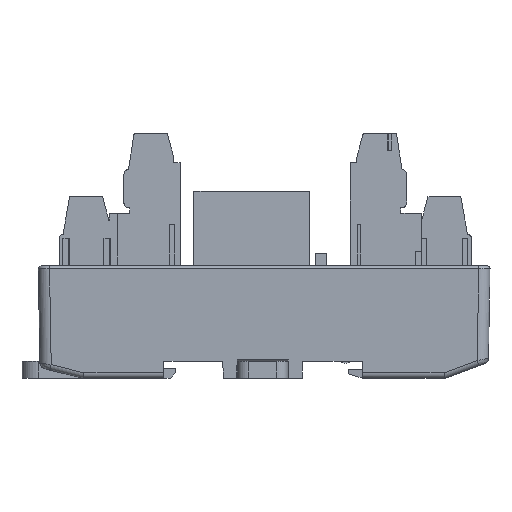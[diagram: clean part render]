
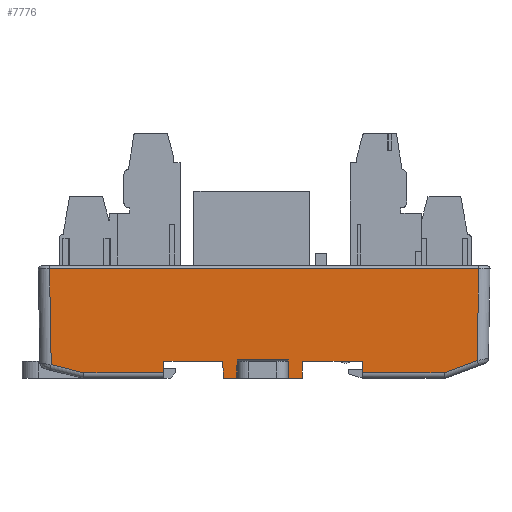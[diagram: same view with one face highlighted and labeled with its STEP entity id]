
A CAD part, left-side view. The second image highlights one B-rep face of the part: STEP entity #7776.
In plain terms, the highlighted planar face has unit normal (-1, 0, -0.018).
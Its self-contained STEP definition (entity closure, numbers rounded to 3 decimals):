
#3763=FACE_OUTER_BOUND('',#16995,.T.);
#7776=ADVANCED_FACE('',(#3763),#12031,.T.);
#12031=PLANE('',#80827);
#16995=EDGE_LOOP('',(#22273,#22274,#22275,#22276,#22277,#22278,#22279,#22280,
#22281,#22282,#22283,#22284,#22285,#22286,#22287,#22288,#22289,#22290,#22291,
#22292));
#22273=ORIENTED_EDGE('',*,*,#52757,.F.);
#22274=ORIENTED_EDGE('',*,*,#52684,.T.);
#22275=ORIENTED_EDGE('',*,*,#52716,.T.);
#22276=ORIENTED_EDGE('',*,*,#52758,.T.);
#22277=ORIENTED_EDGE('',*,*,#52759,.T.);
#22278=ORIENTED_EDGE('',*,*,#52611,.F.);
#22279=ORIENTED_EDGE('',*,*,#52760,.F.);
#22280=ORIENTED_EDGE('',*,*,#52761,.T.);
#22281=ORIENTED_EDGE('',*,*,#52654,.F.);
#22282=ORIENTED_EDGE('',*,*,#52762,.F.);
#22283=ORIENTED_EDGE('',*,*,#52763,.T.);
#22284=ORIENTED_EDGE('',*,*,#52764,.F.);
#22285=ORIENTED_EDGE('',*,*,#52667,.F.);
#22286=ORIENTED_EDGE('',*,*,#52765,.T.);
#22287=ORIENTED_EDGE('',*,*,#52766,.T.);
#22288=ORIENTED_EDGE('',*,*,#52625,.F.);
#22289=ORIENTED_EDGE('',*,*,#52767,.T.);
#22290=ORIENTED_EDGE('',*,*,#52768,.T.);
#22291=ORIENTED_EDGE('',*,*,#52769,.T.);
#22292=ORIENTED_EDGE('',*,*,#52770,.T.);
#45029=VERTEX_POINT('',#106940);
#45030=VERTEX_POINT('',#106941);
#45043=VERTEX_POINT('',#106967);
#45044=VERTEX_POINT('',#106969);
#45066=VERTEX_POINT('',#107025);
#45067=VERTEX_POINT('',#107027);
#45078=VERTEX_POINT('',#107052);
#45079=VERTEX_POINT('',#107054);
#45091=VERTEX_POINT('',#107084);
#45093=VERTEX_POINT('',#107088);
#45113=VERTEX_POINT('',#107160);
#45142=VERTEX_POINT('',#107251);
#45143=VERTEX_POINT('',#107253);
#45144=VERTEX_POINT('',#107256);
#45145=VERTEX_POINT('',#107259);
#45146=VERTEX_POINT('',#107261);
#45147=VERTEX_POINT('',#107264);
#45148=VERTEX_POINT('',#107267);
#45149=VERTEX_POINT('',#107269);
#45150=VERTEX_POINT('',#107271);
#52611=EDGE_CURVE('',#45029,#45030,#64077,.T.);
#52625=EDGE_CURVE('',#45043,#45044,#64089,.T.);
#52654=EDGE_CURVE('',#45066,#45067,#64116,.T.);
#52667=EDGE_CURVE('',#45078,#45079,#64129,.T.);
#52684=EDGE_CURVE('',#45091,#45093,#64140,.T.);
#52716=EDGE_CURVE('',#45093,#45113,#64163,.T.);
#52757=EDGE_CURVE('',#45091,#45142,#64197,.T.);
#52758=EDGE_CURVE('',#45113,#45143,#64198,.T.);
#52759=EDGE_CURVE('',#45143,#45030,#64199,.T.);
#52760=EDGE_CURVE('',#45144,#45029,#64200,.T.);
#52761=EDGE_CURVE('',#45144,#45067,#64201,.T.);
#52762=EDGE_CURVE('',#45145,#45066,#64202,.T.);
#52763=EDGE_CURVE('',#45145,#45146,#64203,.T.);
#52764=EDGE_CURVE('',#45079,#45146,#64204,.T.);
#52765=EDGE_CURVE('',#45078,#45147,#64205,.T.);
#52766=EDGE_CURVE('',#45147,#45044,#64206,.T.);
#52767=EDGE_CURVE('',#45043,#45148,#64207,.T.);
#52768=EDGE_CURVE('',#45148,#45149,#64208,.T.);
#52769=EDGE_CURVE('',#45149,#45150,#64209,.T.);
#52770=EDGE_CURVE('',#45150,#45142,#64210,.T.);
#64077=LINE('',#106939,#72560);
#64089=LINE('',#106968,#72572);
#64116=LINE('',#107026,#72599);
#64129=LINE('',#107053,#72612);
#64140=LINE('',#107089,#72623);
#64163=LINE('',#107161,#72646);
#64197=LINE('',#107250,#72680);
#64198=LINE('',#107252,#72681);
#64199=LINE('',#107254,#72682);
#64200=LINE('',#107255,#72683);
#64201=LINE('',#107257,#72684);
#64202=LINE('',#107258,#72685);
#64203=LINE('',#107260,#72686);
#64204=LINE('',#107262,#72687);
#64205=LINE('',#107263,#72688);
#64206=LINE('',#107265,#72689);
#64207=LINE('',#107266,#72690);
#64208=LINE('',#107268,#72691);
#64209=LINE('',#107270,#72692);
#64210=LINE('',#107272,#72693);
#72560=VECTOR('',#86668,1.);
#72572=VECTOR('',#86684,1.);
#72599=VECTOR('',#86727,1.);
#72612=VECTOR('',#86744,1.);
#72623=VECTOR('',#86775,1.);
#72646=VECTOR('',#86832,1.);
#72680=VECTOR('',#86896,1.);
#72681=VECTOR('',#86897,1.);
#72682=VECTOR('',#86898,1.);
#72683=VECTOR('',#86899,1.);
#72684=VECTOR('',#86900,1.);
#72685=VECTOR('',#86901,1.);
#72686=VECTOR('',#86902,1.);
#72687=VECTOR('',#86903,1.);
#72688=VECTOR('',#86904,1.);
#72689=VECTOR('',#86905,1.);
#72690=VECTOR('',#86906,1.);
#72691=VECTOR('',#86907,1.);
#72692=VECTOR('',#86908,1.);
#72693=VECTOR('',#86909,1.);
#80827=AXIS2_PLACEMENT_3D('',#107273,#86910,#86911);
#86668=DIRECTION('',(0.,1.,0.));
#86684=DIRECTION('',(0.,1.,0.));
#86727=DIRECTION('',(0.017,0.035,-0.999));
#86744=DIRECTION('',(-0.017,0.035,0.999));
#86775=DIRECTION('',(0.017,-0.017,-1.));
#86832=DIRECTION('',(0.004,-0.97,-0.243));
#86896=DIRECTION('',(0.,-1.,0.));
#86897=DIRECTION('',(0.,-1.,0.));
#86898=DIRECTION('',(-0.017,-0.017,1.));
#86899=DIRECTION('',(-0.017,0.035,0.999));
#86900=DIRECTION('',(0.,-1.,0.));
#86901=DIRECTION('',(0.017,0.,-1.));
#86902=DIRECTION('',(0.,-1.,0.));
#86903=DIRECTION('',(-0.017,0.,1.));
#86904=DIRECTION('',(0.,-1.,0.));
#86905=DIRECTION('',(-0.017,-0.035,0.999));
#86906=DIRECTION('',(0.017,-0.017,-1.));
#86907=DIRECTION('',(0.,-1.,0.));
#86908=DIRECTION('',(-0.006,-0.936,0.351));
#86909=DIRECTION('',(-0.017,-0.017,1.));
#86910=DIRECTION('',(-1.,0.,-0.017));
#86911=DIRECTION('',(-0.017,0.,1.));
#106939=CARTESIAN_POINT('',(-77.704,37.594,-6.544));
#106940=CARTESIAN_POINT('',(-77.704,44.957,-6.544));
#106941=CARTESIAN_POINT('',(-77.704,55.443,-6.544));
#106967=CARTESIAN_POINT('',(-77.704,20.112,-6.544));
#106968=CARTESIAN_POINT('',(-77.704,37.594,-6.544));
#106969=CARTESIAN_POINT('',(-77.704,30.748,-6.544));
#107025=CARTESIAN_POINT('',(-77.704,42.402,-6.544));
#107026=CARTESIAN_POINT('',(-77.693,42.424,-7.172));
#107027=CARTESIAN_POINT('',(-77.652,42.507,-9.544));
#107052=CARTESIAN_POINT('',(-77.652,33.198,-9.544));
#107053=CARTESIAN_POINT('',(-77.693,33.281,-7.172));
#107054=CARTESIAN_POINT('',(-77.704,33.302,-6.544));
#107084=CARTESIAN_POINT('',(-77.992,75.795,9.943));
#107088=CARTESIAN_POINT('',(-77.694,75.497,-7.107));
#107089=CARTESIAN_POINT('',(-77.686,75.489,-7.588));
#107160=CARTESIAN_POINT('',(-77.669,69.68,-8.562));
#107161=CARTESIAN_POINT('',(-77.557,43.959,-14.992));
#107250=CARTESIAN_POINT('',(-77.992,37.594,9.943));
#107251=CARTESIAN_POINT('',(-77.992,-0.606,9.943));
#107252=CARTESIAN_POINT('',(-77.669,37.594,-8.562));
#107253=CARTESIAN_POINT('',(-77.669,55.478,-8.562));
#107254=CARTESIAN_POINT('',(-78.006,55.141,10.765));
#107255=CARTESIAN_POINT('',(-77.996,45.541,10.181));
#107256=CARTESIAN_POINT('',(-77.652,44.852,-9.544));
#107257=CARTESIAN_POINT('',(-77.652,37.594,-9.544));
#107258=CARTESIAN_POINT('',(-77.705,42.402,-6.497));
#107259=CARTESIAN_POINT('',(-77.709,42.402,-6.26));
#107260=CARTESIAN_POINT('',(-77.709,37.594,-6.26));
#107261=CARTESIAN_POINT('',(-77.709,33.302,-6.26));
#107262=CARTESIAN_POINT('',(-77.679,33.302,-7.996));
#107263=CARTESIAN_POINT('',(-77.652,37.594,-9.544));
#107264=CARTESIAN_POINT('',(-77.652,30.852,-9.544));
#107265=CARTESIAN_POINT('',(-77.649,30.859,-9.719));
#107266=CARTESIAN_POINT('',(-77.693,20.101,-7.173));
#107267=CARTESIAN_POINT('',(-77.669,20.076,-8.562));
#107268=CARTESIAN_POINT('',(-77.669,37.594,-8.562));
#107269=CARTESIAN_POINT('',(-77.669,5.566,-8.562));
#107270=CARTESIAN_POINT('',(-77.526,27.39,-16.745));
#107271=CARTESIAN_POINT('',(-77.708,-0.322,-6.354));
#107272=CARTESIAN_POINT('',(-77.989,-0.604,9.792));
#107273=CARTESIAN_POINT('',(-78.001,37.594,10.458));
